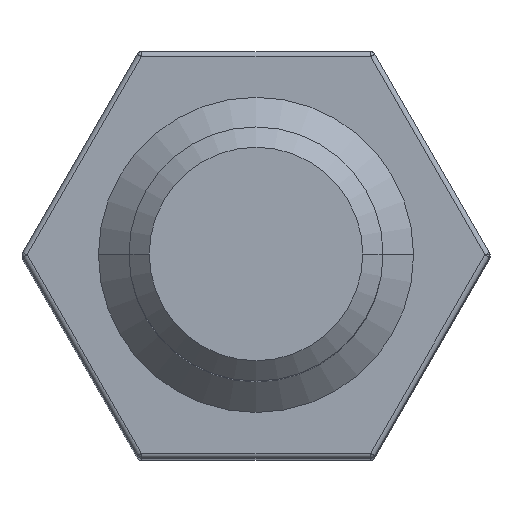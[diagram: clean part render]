
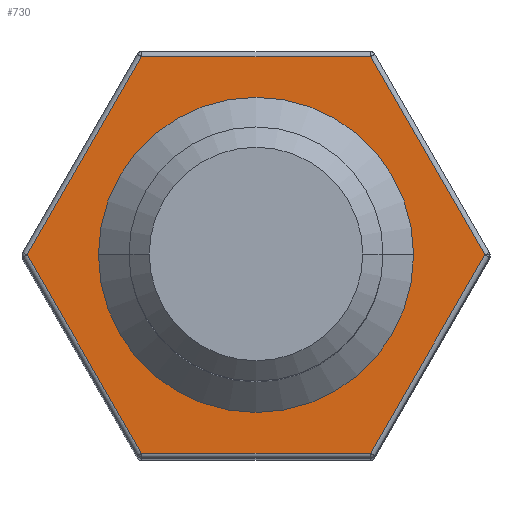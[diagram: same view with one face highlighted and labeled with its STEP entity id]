
A CAD part, top view. The second image highlights one B-rep face of the part: STEP entity #730.
In plain terms, the highlighted planar face has unit normal (0, 0, 1).
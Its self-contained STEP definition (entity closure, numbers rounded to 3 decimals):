
#5 = CARTESIAN_POINT ( 'NONE',  ( -4.532, 0.05, 0. ) ) ;
#26 = VERTEX_POINT ( 'NONE', #1169 ) ;
#30 = VECTOR ( 'NONE', #764, 1000. ) ;
#33 = DIRECTION ( 'NONE',  ( -0.5, -0.866, 0. ) ) ;
#71 = LINE ( 'NONE', #645, #30 ) ;
#88 = AXIS2_PLACEMENT_3D ( 'NONE', #344, #1120, #480 ) ;
#118 = VERTEX_POINT ( 'NONE', #157 ) ;
#133 = LINE ( 'NONE', #796, #170 ) ;
#157 = CARTESIAN_POINT ( 'NONE',  ( -2.252, 3.9, 0. ) ) ;
#170 = VECTOR ( 'NONE', #679, 1000. ) ;
#171 = VERTEX_POINT ( 'NONE', #775 ) ;
#186 = LINE ( 'NONE', #5, #1350 ) ;
#220 = VERTEX_POINT ( 'NONE', #790 ) ;
#232 = CIRCLE ( 'NONE', #88, 3.1 ) ;
#278 = AXIS2_PLACEMENT_3D ( 'NONE', #1417, #1132, #492 ) ;
#281 = EDGE_CURVE ( 'NONE', #307, #1177, #1027, .T. ) ;
#291 = EDGE_CURVE ( 'NONE', #1177, #26, #133, .T. ) ;
#307 = VERTEX_POINT ( 'NONE', #438 ) ;
#323 = LINE ( 'NONE', #1162, #1423 ) ;
#344 = CARTESIAN_POINT ( 'NONE',  ( 0., 0., 0. ) ) ;
#345 = ORIENTED_EDGE ( 'NONE', *, *, #818, .T. ) ;
#361 = PLANE ( 'NONE',  #278 ) ;
#384 = DIRECTION ( 'NONE',  ( 0.5, -0.866, 0. ) ) ;
#385 = FACE_OUTER_BOUND ( 'NONE', #644, .T. ) ;
#398 = CARTESIAN_POINT ( 'NONE',  ( 2.223, 3.95, 0. ) ) ;
#408 = EDGE_CURVE ( 'NONE', #1119, #220, #232, .T. ) ;
#438 = CARTESIAN_POINT ( 'NONE',  ( -2.252, -3.9, 0. ) ) ;
#440 = CARTESIAN_POINT ( 'NONE',  ( -3.1, 0., 0. ) ) ;
#480 = DIRECTION ( 'NONE',  ( -1., 0., 0. ) ) ;
#484 = EDGE_LOOP ( 'NONE', ( #1249, #1134 ) ) ;
#492 = DIRECTION ( 'NONE',  ( -1., 0., 0. ) ) ;
#519 = VERTEX_POINT ( 'NONE', #971 ) ;
#531 = CARTESIAN_POINT ( 'NONE',  ( 0., 0., 0. ) ) ;
#562 = CARTESIAN_POINT ( 'NONE',  ( -4.619, -3.9, 0. ) ) ;
#640 = DIRECTION ( 'NONE',  ( -1., 0., 0. ) ) ;
#644 = EDGE_LOOP ( 'NONE', ( #1041, #1031, #1042, #345, #1150, #899 ) ) ;
#645 = CARTESIAN_POINT ( 'NONE',  ( -4.619, 3.9, 0. ) ) ;
#658 = AXIS2_PLACEMENT_3D ( 'NONE', #531, #1251, #640 ) ;
#679 = DIRECTION ( 'NONE',  ( 0.5, 0.866, 0. ) ) ;
#730 = ADVANCED_FACE ( 'NONE', ( #385, #1023 ), #361, .F. ) ;
#750 = VECTOR ( 'NONE', #1086, 1000. ) ;
#761 = CIRCLE ( 'NONE', #658, 3.1 ) ;
#764 = DIRECTION ( 'NONE',  ( -1., 0., 0. ) ) ;
#775 = CARTESIAN_POINT ( 'NONE',  ( 2.252, 3.9, 0. ) ) ;
#790 = CARTESIAN_POINT ( 'NONE',  ( 3.1, 0., 0. ) ) ;
#796 = CARTESIAN_POINT ( 'NONE',  ( 2.223, -3.95, 0. ) ) ;
#818 = EDGE_CURVE ( 'NONE', #519, #307, #186, .T. ) ;
#848 = EDGE_CURVE ( 'NONE', #220, #1119, #761, .T. ) ;
#860 = EDGE_CURVE ( 'NONE', #26, #171, #1227, .T. ) ;
#870 = EDGE_CURVE ( 'NONE', #171, #118, #71, .T. ) ;
#887 = EDGE_CURVE ( 'NONE', #118, #519, #323, .T. ) ;
#899 = ORIENTED_EDGE ( 'NONE', *, *, #291, .T. ) ;
#971 = CARTESIAN_POINT ( 'NONE',  ( -4.503, 0., 0. ) ) ;
#1023 = FACE_BOUND ( 'NONE', #484, .T. ) ;
#1027 = LINE ( 'NONE', #562, #750 ) ;
#1031 = ORIENTED_EDGE ( 'NONE', *, *, #870, .T. ) ;
#1041 = ORIENTED_EDGE ( 'NONE', *, *, #860, .T. ) ;
#1042 = ORIENTED_EDGE ( 'NONE', *, *, #887, .T. ) ;
#1086 = DIRECTION ( 'NONE',  ( 1., 0., 0. ) ) ;
#1119 = VERTEX_POINT ( 'NONE', #440 ) ;
#1120 = DIRECTION ( 'NONE',  ( 0., 0., -1. ) ) ;
#1132 = DIRECTION ( 'NONE',  ( 0., 0., -1. ) ) ;
#1134 = ORIENTED_EDGE ( 'NONE', *, *, #848, .T. ) ;
#1150 = ORIENTED_EDGE ( 'NONE', *, *, #281, .T. ) ;
#1162 = CARTESIAN_POINT ( 'NONE',  ( -4.532, -0.05, 0. ) ) ;
#1165 = DIRECTION ( 'NONE',  ( -0.5, 0.866, 0. ) ) ;
#1169 = CARTESIAN_POINT ( 'NONE',  ( 4.503, 0., 0. ) ) ;
#1177 = VERTEX_POINT ( 'NONE', #1198 ) ;
#1198 = CARTESIAN_POINT ( 'NONE',  ( 2.252, -3.9, 0. ) ) ;
#1227 = LINE ( 'NONE', #398, #1253 ) ;
#1249 = ORIENTED_EDGE ( 'NONE', *, *, #408, .T. ) ;
#1251 = DIRECTION ( 'NONE',  ( 0., 0., -1. ) ) ;
#1253 = VECTOR ( 'NONE', #1165, 1000. ) ;
#1350 = VECTOR ( 'NONE', #384, 1000. ) ;
#1417 = CARTESIAN_POINT ( 'NONE',  ( -4.619, 0., 0. ) ) ;
#1423 = VECTOR ( 'NONE', #33, 1000. ) ;
